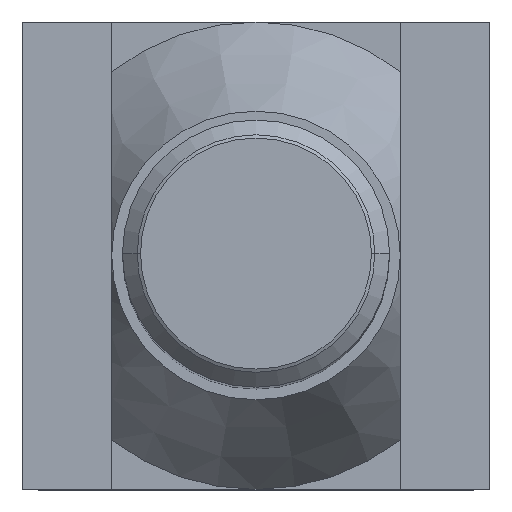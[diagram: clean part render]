
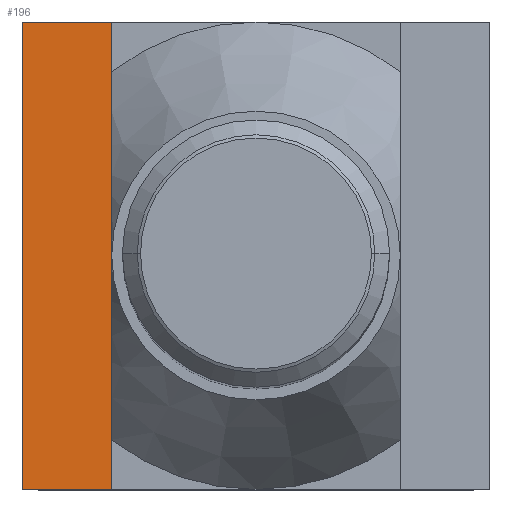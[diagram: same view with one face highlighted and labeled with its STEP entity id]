
A CAD part, top view. The second image highlights one B-rep face of the part: STEP entity #196.
In plain terms, the highlighted planar face has unit normal (0, 0, 1).
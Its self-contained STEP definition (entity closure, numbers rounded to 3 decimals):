
#196=ADVANCED_FACE('',(#459),#460,.T.);
#208=EDGE_CURVE('',#246,#222,#472,.T.);
#220=EDGE_CURVE('',#250,#222,#488,.T.);
#222=VERTEX_POINT('',#490);
#234=EDGE_CURVE('',#276,#250,#504,.T.);
#246=VERTEX_POINT('',#517);
#250=VERTEX_POINT('',#521);
#276=VERTEX_POINT('',#549);
#374=EDGE_CURVE('',#246,#276,#655,.T.);
#459=FACE_OUTER_BOUND('',#751,.T.);
#460=PLANE('',#752);
#472=LINE('',#770,#771);
#488=LINE('',#790,#791);
#490=CARTESIAN_POINT('',(-10.8,-17.5,0.));
#504=LINE('',#813,#814);
#517=CARTESIAN_POINT('',(-10.8,17.5,0.));
#521=CARTESIAN_POINT('',(-17.5,-17.5,0.));
#549=CARTESIAN_POINT('',(-17.5,17.5,0.));
#655=LINE('',#1039,#1040);
#751=EDGE_LOOP('',(#1147,#1148,#1149,#1150));
#752=AXIS2_PLACEMENT_3D('',#1151,#1152,#1153);
#770=CARTESIAN_POINT('',(-10.8,0.,0.));
#771=VECTOR('',#1159,1.0);
#790=CARTESIAN_POINT('',(-10.8,-17.5,0.));
#791=VECTOR('',#1194,1.0);
#813=CARTESIAN_POINT('',(-17.5,0.,0.));
#814=VECTOR('',#1216,1.0);
#1039=CARTESIAN_POINT('',(-10.8,17.5,0.));
#1040=VECTOR('',#1362,1.0);
#1147=ORIENTED_EDGE('',*,*,#220,.T.);
#1148=ORIENTED_EDGE('',*,*,#208,.F.);
#1149=ORIENTED_EDGE('',*,*,#374,.T.);
#1150=ORIENTED_EDGE('',*,*,#234,.T.);
#1151=CARTESIAN_POINT('',(-17.5,0.,0.));
#1152=DIRECTION('',(0.0,0.,1.0));
#1153=DIRECTION('',(0.0,-1.0,0.));
#1159=DIRECTION('',(0.0,-1.0,0.));
#1194=DIRECTION('',(1.0,0.0,0.0));
#1216=DIRECTION('',(0.0,-1.0,0.));
#1362=DIRECTION('',(-1.0,0.0,0.0));
